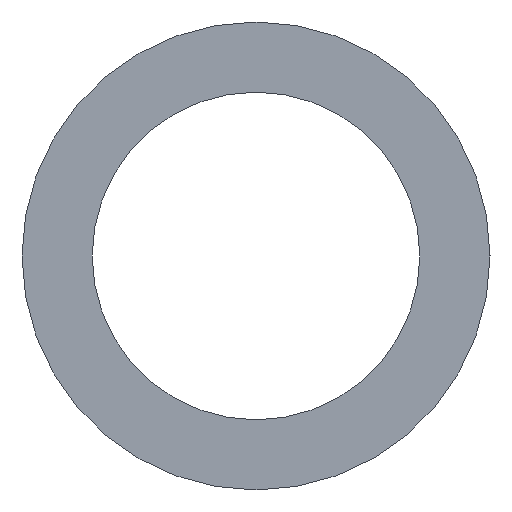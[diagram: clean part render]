
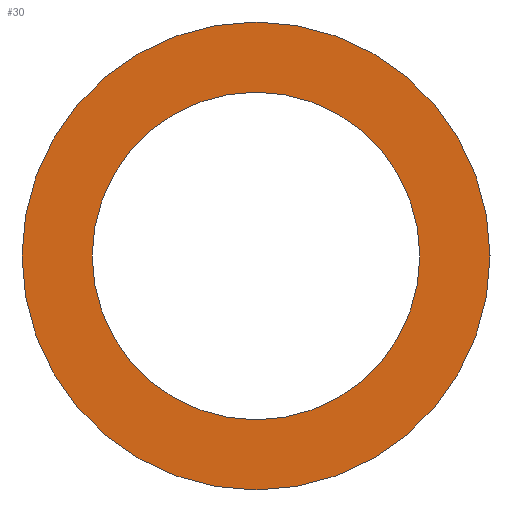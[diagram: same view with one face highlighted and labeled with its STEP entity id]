
A CAD part, left-side view. The second image highlights one B-rep face of the part: STEP entity #30.
In plain terms, the highlighted planar face has unit normal (-1, 0, 0).
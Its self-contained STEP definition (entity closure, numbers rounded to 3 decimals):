
#30 = ADVANCED_FACE( '', ( #57, #58 ), #59, .F. );
#57 = FACE_BOUND( '', #80, .T. );
#58 = FACE_OUTER_BOUND( '', #81, .T. );
#59 = PLANE( '', #82 );
#80 = EDGE_LOOP( '', ( #99 ) );
#81 = EDGE_LOOP( '', ( #100 ) );
#82 = AXIS2_PLACEMENT_3D( '', #101, #102, #103 );
#99 = ORIENTED_EDGE( '', *, *, #120, .T. );
#100 = ORIENTED_EDGE( '', *, *, #121, .F. );
#101 = CARTESIAN_POINT( '', ( 0., 0., 0. ) );
#102 = DIRECTION( '', ( 1., 0., 0. ) );
#103 = DIRECTION( '', ( 0., 0., -1. ) );
#120 = EDGE_CURVE( '', #130, #130, #131, .T. );
#121 = EDGE_CURVE( '', #132, #132, #133, .T. );
#130 = VERTEX_POINT( '', #142 );
#131 = CIRCLE( '', #143, 7. );
#132 = VERTEX_POINT( '', #144 );
#133 = CIRCLE( '', #145, 10. );
#142 = CARTESIAN_POINT( '', ( 0., 0., -7. ) );
#143 = AXIS2_PLACEMENT_3D( '', #154, #155, #156 );
#144 = CARTESIAN_POINT( '', ( 0., 0., -10. ) );
#145 = AXIS2_PLACEMENT_3D( '', #157, #158, #159 );
#154 = CARTESIAN_POINT( '', ( 0., 0., 0. ) );
#155 = DIRECTION( '', ( 1., 0., 0. ) );
#156 = DIRECTION( '', ( 0., 0., -1. ) );
#157 = CARTESIAN_POINT( '', ( 0., 0., 0. ) );
#158 = DIRECTION( '', ( 1., 0., 0. ) );
#159 = DIRECTION( '', ( 0., 0., -1. ) );
